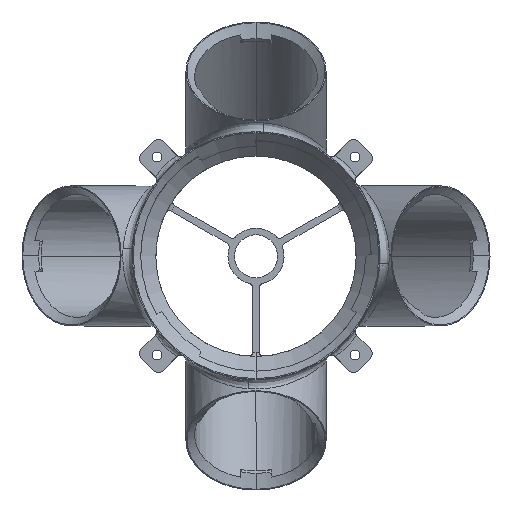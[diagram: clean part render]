
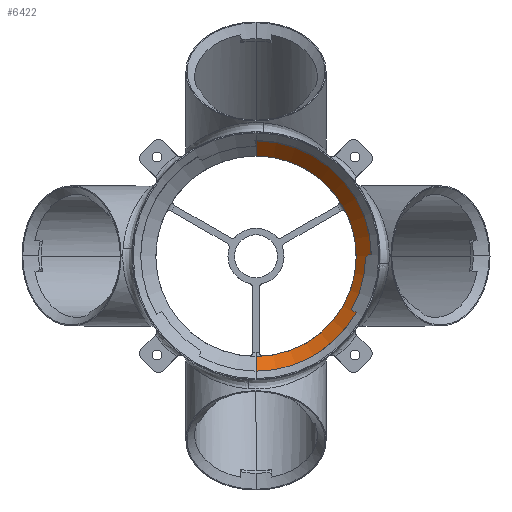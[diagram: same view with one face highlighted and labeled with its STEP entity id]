
A CAD part, top view. The second image highlights one B-rep face of the part: STEP entity #6422.
In plain terms, the highlighted conical face has half-angle 45 degrees and reference radius 53.5 mm.
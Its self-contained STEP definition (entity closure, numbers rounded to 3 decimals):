
#83 = AXIS2_PLACEMENT_3D ( 'NONE', #2893, #12269, #12365 ) ;
#207 = VECTOR ( 'NONE', #3842, 1000. ) ;
#774 = CARTESIAN_POINT ( 'NONE',  ( 0., -53.5, 18. ) ) ;
#1378 = DIRECTION ( 'NONE',  ( 0., -1., 0. ) ) ;
#2174 = ORIENTED_EDGE ( 'NONE', *, *, #2903, .T. ) ;
#2284 = VECTOR ( 'NONE', #13969, 1000. ) ;
#2476 = LINE ( 'NONE', #774, #2284 ) ;
#2585 = ORIENTED_EDGE ( 'NONE', *, *, #14415, .F. ) ;
#2879 = VERTEX_POINT ( 'NONE', #8055 ) ;
#2893 = CARTESIAN_POINT ( 'NONE',  ( 0., 0., 18. ) ) ;
#2903 = EDGE_CURVE ( 'NONE', #6953, #6035, #2476, .T. ) ;
#3842 = DIRECTION ( 'NONE',  ( 0., 0.707, 0.707 ) ) ;
#3895 = DIRECTION ( 'NONE',  ( 0., 0., 1. ) ) ;
#4361 = CARTESIAN_POINT ( 'NONE',  ( 0., 53.5, 18. ) ) ;
#4423 = AXIS2_PLACEMENT_3D ( 'NONE', #13172, #8463, #5964 ) ;
#4435 = ORIENTED_EDGE ( 'NONE', *, *, #9621, .F. ) ;
#5776 = EDGE_CURVE ( 'NONE', #2879, #6953, #12709, .T. ) ;
#5964 = DIRECTION ( 'NONE',  ( 0., 1., 0. ) ) ;
#5993 = CONICAL_SURFACE ( 'NONE', #7853, 53.5, 0.785 ) ;
#6035 = VERTEX_POINT ( 'NONE', #13807 ) ;
#6158 = CARTESIAN_POINT ( 'NONE',  ( 0., 0., 18. ) ) ;
#6400 = ORIENTED_EDGE ( 'NONE', *, *, #5776, .T. ) ;
#6422 = ADVANCED_FACE ( 'NONE', ( #6566 ), #5993, .F. ) ;
#6566 = FACE_OUTER_BOUND ( 'NONE', #12873, .T. ) ;
#6953 = VERTEX_POINT ( 'NONE', #9182 ) ;
#7853 = AXIS2_PLACEMENT_3D ( 'NONE', #6158, #3895, #1378 ) ;
#8055 = CARTESIAN_POINT ( 'NONE',  ( 0., 46.5, 11. ) ) ;
#8463 = DIRECTION ( 'NONE',  ( 0., 0., -1. ) ) ;
#9182 = CARTESIAN_POINT ( 'NONE',  ( 0., -46.5, 11. ) ) ;
#9621 = EDGE_CURVE ( 'NONE', #2879, #11645, #12857, .T. ) ;
#10987 = CARTESIAN_POINT ( 'NONE',  ( 0., 53.5, 18. ) ) ;
#11645 = VERTEX_POINT ( 'NONE', #4361 ) ;
#12269 = DIRECTION ( 'NONE',  ( 0., 0., -1. ) ) ;
#12365 = DIRECTION ( 'NONE',  ( 0., 1., 0. ) ) ;
#12709 = CIRCLE ( 'NONE', #4423, 46.5 ) ;
#12857 = LINE ( 'NONE', #10987, #207 ) ;
#12873 = EDGE_LOOP ( 'NONE', ( #4435, #6400, #2174, #2585 ) ) ;
#13172 = CARTESIAN_POINT ( 'NONE',  ( 0., 0., 11. ) ) ;
#13807 = CARTESIAN_POINT ( 'NONE',  ( 0., -53.5, 18. ) ) ;
#13969 = DIRECTION ( 'NONE',  ( 0., -0.707, 0.707 ) ) ;
#14415 = EDGE_CURVE ( 'NONE', #11645, #6035, #14614, .T. ) ;
#14614 = CIRCLE ( 'NONE', #83, 53.5 ) ;
